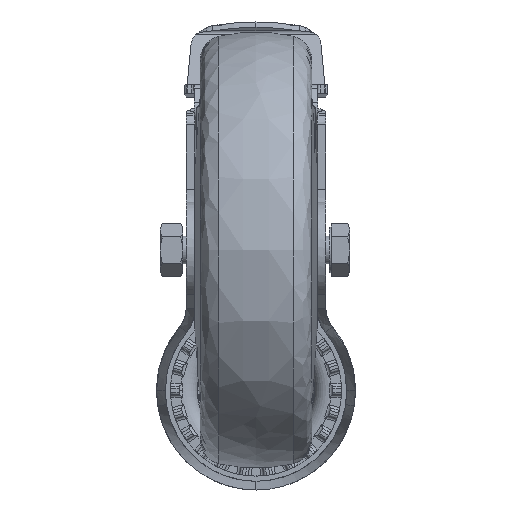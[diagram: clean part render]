
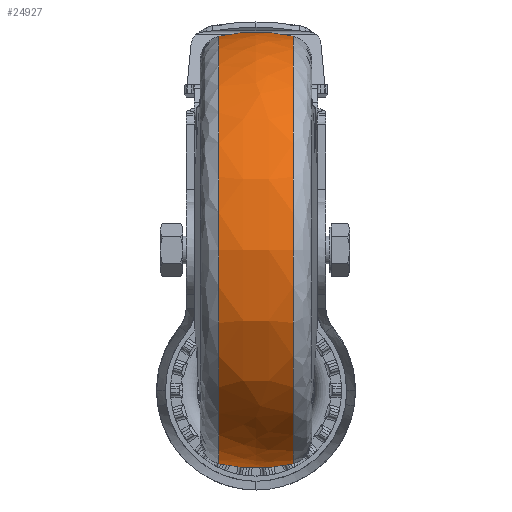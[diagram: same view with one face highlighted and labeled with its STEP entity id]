
A CAD part, front view. The second image highlights one B-rep face of the part: STEP entity #24927.
In plain terms, the highlighted free-form (B-spline) face has degree [3, 3] with [4, 4] control points.
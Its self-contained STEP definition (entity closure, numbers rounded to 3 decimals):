
#1838 = CARTESIAN_POINT ( 'NONE',  ( -3.621, -125.87, -62.935 ) ) ;
#4693 = ORIENTED_EDGE ( 'NONE', *, *, #22729, .F. ) ;
#5829 =( BOUNDED_SURFACE ( )  B_SPLINE_SURFACE ( 3, 3, ( 
 ( #32491, #87204, #40656, #95072 ),
 ( #48451, #1838, #56267, #9552 ),
 ( #64024, #17394, #71867, #25289 ),
 ( #79725, #33145, #87532, #40993 ) ),
 .UNSPECIFIED., .F., .F., .F. ) 
 B_SPLINE_SURFACE_WITH_KNOTS ( ( 4, 4 ),
 ( 4, 4 ),
 ( 0., 1. ),
 ( 0., 1. ),
 .UNSPECIFIED. ) 
 GEOMETRIC_REPRESENTATION_ITEM ( )  RATIONAL_B_SPLINE_SURFACE ( (
 ( 1., 0.333, 0.333, 1.),
 ( 0.981, 0.327, 0.327, 0.981),
 ( 0.981, 0.327, 0.327, 0.981),
 ( 1., 0.333, 0.333, 1.) ) ) 
 REPRESENTATION_ITEM ( '' )  SURFACE ( )  );
#7647 = DIRECTION ( 'NONE',  ( 0., 0., 1. ) ) ;
#8076 = EDGE_CURVE ( 'NONE', #89889, #34781, #27774, .T. ) ;
#9552 = CARTESIAN_POINT ( 'NONE',  ( -3.621, 0., 62.935 ) ) ;
#12367 = VERTEX_POINT ( 'NONE', #49606 ) ;
#13403 = CARTESIAN_POINT ( 'NONE',  ( -10.658, 0., 0. ) ) ;
#17394 = CARTESIAN_POINT ( 'NONE',  ( 3.621, -125.87, -62.935 ) ) ;
#19020 = FACE_OUTER_BOUND ( 'NONE', #40580, .T. ) ;
#19518 = CARTESIAN_POINT ( 'NONE',  ( -10.658, 0., -61.22 ) ) ;
#19836 = DIRECTION ( 'NONE',  ( -1., 0., 0. ) ) ;
#21275 = DIRECTION ( 'NONE',  ( 0., 0., 1. ) ) ;
#22729 = EDGE_CURVE ( 'NONE', #89889, #12367, #36500, .T. ) ;
#24927 = ADVANCED_FACE ( 'NONE', ( #19020 ), #5829, .T. ) ;
#25289 = CARTESIAN_POINT ( 'NONE',  ( 3.621, 0., 62.935 ) ) ;
#27774 = CIRCLE ( 'NONE', #90236, 61.22 ) ;
#27890 = AXIS2_PLACEMENT_3D ( 'NONE', #40941, #95337, #48721 ) ;
#32491 = CARTESIAN_POINT ( 'NONE',  ( -10.658, 0., -61.22 ) ) ;
#33145 = CARTESIAN_POINT ( 'NONE',  ( 10.658, -122.439, -61.22 ) ) ;
#34781 = VERTEX_POINT ( 'NONE', #19518 ) ;
#36500 = CIRCLE ( 'NONE', #68080, 45. ) ;
#40000 = CARTESIAN_POINT ( 'NONE',  ( 10.658, 0., -61.22 ) ) ;
#40580 = EDGE_LOOP ( 'NONE', ( #71578, #61018, #54676, #4693 ) ) ;
#40656 = CARTESIAN_POINT ( 'NONE',  ( -10.658, -122.439, 61.22 ) ) ;
#40941 = CARTESIAN_POINT ( 'NONE',  ( 0., 0., -17.5 ) ) ;
#40993 = CARTESIAN_POINT ( 'NONE',  ( 10.658, 0., 61.22 ) ) ;
#45033 = CIRCLE ( 'NONE', #91076, 61.22 ) ;
#48451 = CARTESIAN_POINT ( 'NONE',  ( -3.621, 0., -62.935 ) ) ;
#48721 = DIRECTION ( 'NONE',  ( 0., 0., -1. ) ) ;
#49606 = CARTESIAN_POINT ( 'NONE',  ( 10.658, 0., 61.22 ) ) ;
#54366 = DIRECTION ( 'NONE',  ( 0., 1., 0. ) ) ;
#54676 = ORIENTED_EDGE ( 'NONE', *, *, #58506, .T. ) ;
#56267 = CARTESIAN_POINT ( 'NONE',  ( -3.621, -125.87, 62.935 ) ) ;
#58506 = EDGE_CURVE ( 'NONE', #93773, #12367, #45033, .T. ) ;
#61018 = ORIENTED_EDGE ( 'NONE', *, *, #96087, .T. ) ;
#64024 = CARTESIAN_POINT ( 'NONE',  ( 3.621, 0., -62.935 ) ) ;
#66440 = CARTESIAN_POINT ( 'NONE',  ( 10.658, 0., 0. ) ) ;
#67854 = DIRECTION ( 'NONE',  ( 1., 0., 0. ) ) ;
#68080 = AXIS2_PLACEMENT_3D ( 'NONE', #100980, #54366, #7647 ) ;
#71578 = ORIENTED_EDGE ( 'NONE', *, *, #8076, .T. ) ;
#71867 = CARTESIAN_POINT ( 'NONE',  ( 3.621, -125.87, 62.935 ) ) ;
#74285 = DIRECTION ( 'NONE',  ( 0., 0., 1. ) ) ;
#79725 = CARTESIAN_POINT ( 'NONE',  ( 10.658, 0., -61.22 ) ) ;
#87204 = CARTESIAN_POINT ( 'NONE',  ( -10.658, -122.439, -61.22 ) ) ;
#87532 = CARTESIAN_POINT ( 'NONE',  ( 10.658, -122.439, 61.22 ) ) ;
#89889 = VERTEX_POINT ( 'NONE', #99518 ) ;
#90236 = AXIS2_PLACEMENT_3D ( 'NONE', #13403, #67854, #21275 ) ;
#91076 = AXIS2_PLACEMENT_3D ( 'NONE', #66440, #19836, #74285 ) ;
#92560 = CIRCLE ( 'NONE', #27890, 45. ) ;
#93773 = VERTEX_POINT ( 'NONE', #40000 ) ;
#95072 = CARTESIAN_POINT ( 'NONE',  ( -10.658, 0., 61.22 ) ) ;
#95337 = DIRECTION ( 'NONE',  ( 0., -1., 0. ) ) ;
#96087 = EDGE_CURVE ( 'NONE', #34781, #93773, #92560, .T. ) ;
#99518 = CARTESIAN_POINT ( 'NONE',  ( -10.658, 0., 61.22 ) ) ;
#100980 = CARTESIAN_POINT ( 'NONE',  ( 0., 0., 17.5 ) ) ;
